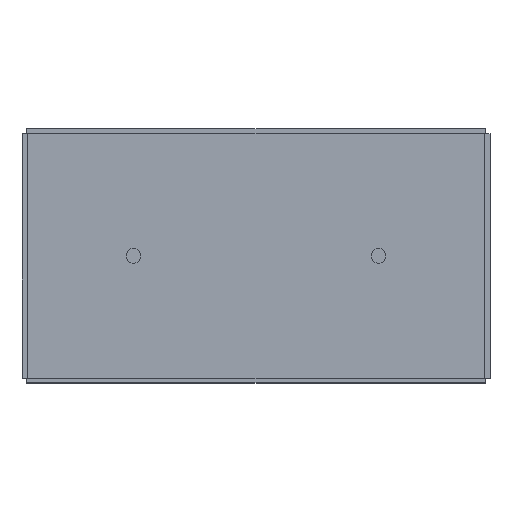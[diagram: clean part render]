
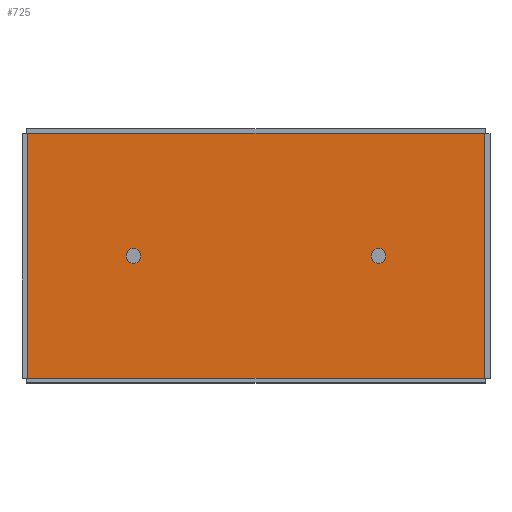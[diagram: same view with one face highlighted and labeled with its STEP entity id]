
A CAD part, top view. The second image highlights one B-rep face of the part: STEP entity #725.
In plain terms, the highlighted planar face has unit normal (0, 0, 1).
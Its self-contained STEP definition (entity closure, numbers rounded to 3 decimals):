
#70=CIRCLE('',#765,3.324);
#71=CIRCLE('',#767,3.324);
#73=FACE_BOUND('',#162,.T.);
#74=FACE_BOUND('',#163,.T.);
#117=FACE_OUTER_BOUND('',#161,.T.);
#161=EDGE_LOOP('',(#612,#613,#614,#615));
#162=EDGE_LOOP('',(#616));
#163=EDGE_LOOP('',(#617));
#213=LINE('',#1546,#271);
#216=LINE('',#1551,#274);
#220=LINE('',#1563,#278);
#221=LINE('',#1565,#279);
#271=VECTOR('',#868,10.);
#274=VECTOR('',#873,10.);
#278=VECTOR('',#887,10.);
#279=VECTOR('',#890,10.);
#330=VERTEX_POINT('',#1543);
#331=VERTEX_POINT('',#1545);
#332=VERTEX_POINT('',#1549);
#333=VERTEX_POINT('',#1553);
#334=VERTEX_POINT('',#1557);
#335=VERTEX_POINT('',#1561);
#419=EDGE_CURVE('',#331,#330,#213,.T.);
#422=EDGE_CURVE('',#330,#332,#216,.T.);
#423=EDGE_CURVE('',#333,#333,#70,.T.);
#425=EDGE_CURVE('',#334,#334,#71,.T.);
#428=EDGE_CURVE('',#332,#335,#220,.T.);
#429=EDGE_CURVE('',#335,#331,#221,.T.);
#612=ORIENTED_EDGE('',*,*,#429,.T.);
#613=ORIENTED_EDGE('',*,*,#419,.T.);
#614=ORIENTED_EDGE('',*,*,#422,.T.);
#615=ORIENTED_EDGE('',*,*,#428,.T.);
#616=ORIENTED_EDGE('',*,*,#423,.T.);
#617=ORIENTED_EDGE('',*,*,#425,.T.);
#638=PLANE('',#770);
#725=ADVANCED_FACE('',(#117,#73,#74),#638,.T.);
#765=AXIS2_PLACEMENT_3D('',#1554,#876,#877);
#767=AXIS2_PLACEMENT_3D('',#1558,#881,#882);
#770=AXIS2_PLACEMENT_3D('',#1566,#891,#892);
#868=DIRECTION('',(0.,1.,0.));
#873=DIRECTION('',(-1.,0.,0.));
#876=DIRECTION('center_axis',(0.,0.,-1.));
#877=DIRECTION('ref_axis',(1.,0.,0.));
#881=DIRECTION('center_axis',(0.,0.,-1.));
#882=DIRECTION('ref_axis',(1.,0.,0.));
#887=DIRECTION('',(0.,-1.,0.));
#890=DIRECTION('',(1.,0.,0.));
#891=DIRECTION('center_axis',(0.,0.,1.));
#892=DIRECTION('ref_axis',(1.,0.,0.));
#1543=CARTESIAN_POINT('',(102.5,55.,10.));
#1545=CARTESIAN_POINT('',(102.5,-55.,10.));
#1546=CARTESIAN_POINT('',(102.5,55.,10.));
#1549=CARTESIAN_POINT('',(-102.5,55.,10.));
#1551=CARTESIAN_POINT('',(-102.5,55.,10.));
#1553=CARTESIAN_POINT('',(-58.324,0.,10.));
#1554=CARTESIAN_POINT('Origin',(-55.,0.,10.));
#1557=CARTESIAN_POINT('',(51.677,0.,10.));
#1558=CARTESIAN_POINT('Origin',(55.,0.,10.));
#1561=CARTESIAN_POINT('',(-102.5,-55.,10.));
#1563=CARTESIAN_POINT('',(-102.5,-55.,10.));
#1565=CARTESIAN_POINT('',(102.5,-55.,10.));
#1566=CARTESIAN_POINT('Origin',(0.,0.,10.));
